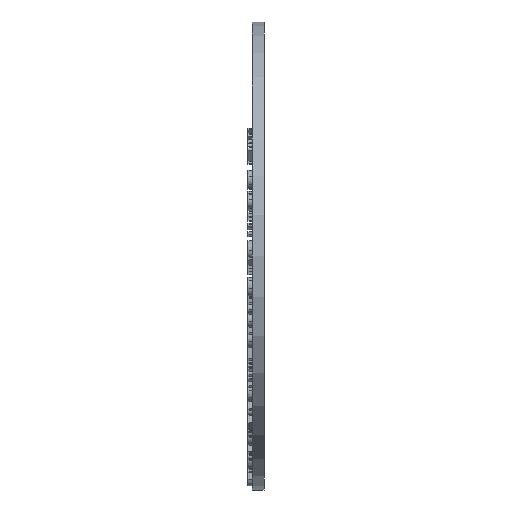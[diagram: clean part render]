
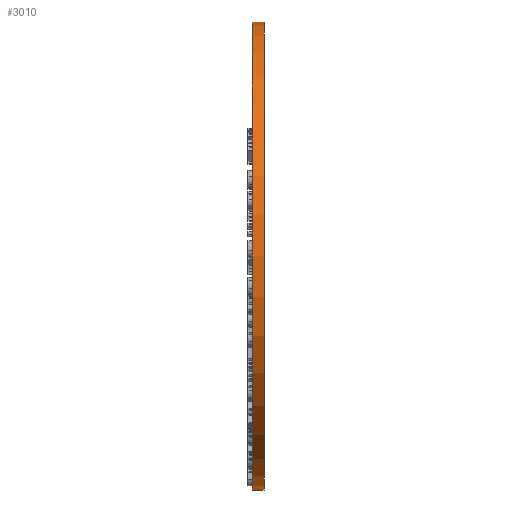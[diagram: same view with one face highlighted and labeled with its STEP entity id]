
A CAD part, left-side view. The second image highlights one B-rep face of the part: STEP entity #3010.
In plain terms, the highlighted cylindrical face has radius 16 mm (diameter 32 mm), a partial arc.
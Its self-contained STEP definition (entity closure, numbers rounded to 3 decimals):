
#1399 = CIRCLE ( 'NONE', #20706, 16. ) ;
#2122 = DIRECTION ( 'NONE',  ( 0., 1., 0. ) ) ;
#3010 = ADVANCED_FACE ( 'NONE', ( #26228 ), #24069, .T. ) ;
#4940 = CARTESIAN_POINT ( 'NONE',  ( 0., 0.8, 16. ) ) ;
#4953 = LINE ( 'NONE', #20507, #16123 ) ;
#5981 = ORIENTED_EDGE ( 'NONE', *, *, #8056, .F. ) ;
#6146 = LINE ( 'NONE', #21818, #23171 ) ;
#7712 = EDGE_CURVE ( 'NONE', #15363, #27448, #1399, .T. ) ;
#8056 = EDGE_CURVE ( 'NONE', #27448, #11815, #4953, .T. ) ;
#8257 = DIRECTION ( 'NONE',  ( 0., 0., -1. ) ) ;
#9183 = DIRECTION ( 'NONE',  ( 0., 0., 1. ) ) ;
#9876 = DIRECTION ( 'NONE',  ( 0., -1., 0. ) ) ;
#10208 = ORIENTED_EDGE ( 'NONE', *, *, #7712, .F. ) ;
#11815 = VERTEX_POINT ( 'NONE', #17837 ) ;
#11953 = CARTESIAN_POINT ( 'NONE',  ( 0., 0., -16. ) ) ;
#13555 = EDGE_LOOP ( 'NONE', ( #5981, #10208, #15891, #27948 ) ) ;
#13720 = DIRECTION ( 'NONE',  ( 0., 1., 0. ) ) ;
#15032 = CARTESIAN_POINT ( 'NONE',  ( 0., 0.8, 0. ) ) ;
#15363 = VERTEX_POINT ( 'NONE', #18313 ) ;
#15784 = AXIS2_PLACEMENT_3D ( 'NONE', #22353, #13720, #24933 ) ;
#15891 = ORIENTED_EDGE ( 'NONE', *, *, #26221, .T. ) ;
#16123 = VECTOR ( 'NONE', #9876, 1000. ) ;
#16399 = EDGE_CURVE ( 'NONE', #20579, #11815, #28166, .T. ) ;
#17837 = CARTESIAN_POINT ( 'NONE',  ( 0., 0., 16. ) ) ;
#18313 = CARTESIAN_POINT ( 'NONE',  ( 0., 0.8, -16. ) ) ;
#19752 = DIRECTION ( 'NONE',  ( 0., -1., 0. ) ) ;
#20507 = CARTESIAN_POINT ( 'NONE',  ( 0., 0.8, 16. ) ) ;
#20579 = VERTEX_POINT ( 'NONE', #11953 ) ;
#20706 = AXIS2_PLACEMENT_3D ( 'NONE', #21842, #2122, #9183 ) ;
#21642 = AXIS2_PLACEMENT_3D ( 'NONE', #15032, #19752, #8257 ) ;
#21818 = CARTESIAN_POINT ( 'NONE',  ( 0., 0.8, -16. ) ) ;
#21842 = CARTESIAN_POINT ( 'NONE',  ( 0., 0.8, 0. ) ) ;
#22353 = CARTESIAN_POINT ( 'NONE',  ( 0., 0., 0. ) ) ;
#23171 = VECTOR ( 'NONE', #23552, 1000. ) ;
#23552 = DIRECTION ( 'NONE',  ( 0., -1., 0. ) ) ;
#24069 = CYLINDRICAL_SURFACE ( 'NONE', #21642, 16. ) ;
#24933 = DIRECTION ( 'NONE',  ( 0., 0., 1. ) ) ;
#26221 = EDGE_CURVE ( 'NONE', #15363, #20579, #6146, .T. ) ;
#26228 = FACE_OUTER_BOUND ( 'NONE', #13555, .T. ) ;
#27448 = VERTEX_POINT ( 'NONE', #4940 ) ;
#27948 = ORIENTED_EDGE ( 'NONE', *, *, #16399, .T. ) ;
#28166 = CIRCLE ( 'NONE', #15784, 16. ) ;
